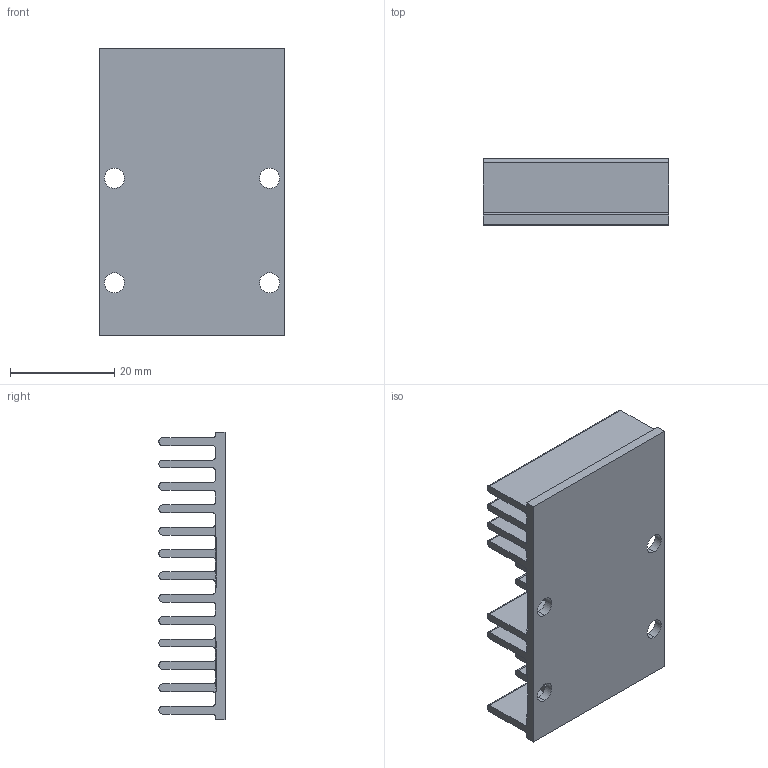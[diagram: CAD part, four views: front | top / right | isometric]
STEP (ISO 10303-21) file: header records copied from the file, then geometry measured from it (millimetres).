
FILE_DESCRIPTION (( 'STEP AP203' ), '1' );
FILE_NAME ('43809-04.STEP', '2016-05-04T14:39:46', ( 'Vicor User' ), ( 'Microsoft' ), 'SwSTEP 2.0', 'SolidWorks 2015', '' );
FILE_SCHEMA (( 'CONFIG_CONTROL_DESIGN' ));
Length unit declared in the file: millimetre
Products named in the file (2): Copy of 43812^43810; 43809-04
Assembly tree (1 placements, depth 2):
  43809-04
    Copy of 43812^43810
Bounding box: 35.56 x 12.7 x 55.25 mm (x, y, z)
Volume: 9635.3 mm3; surface area: 12299.3 mm2
Topology: 1 solids, 1 shells, 115 faces, 326 edges, 218 vertices
Faces by surface type: plane 64, cylinder 51
Entity records: 3976 total; most frequent: CARTESIAN_POINT 675, DIRECTION 664, ORIENTED_EDGE 652, EDGE_CURVE 326, AXIS2_PLACEMENT_3D 223, LINE 218, VERTEX_POINT 218, VECTOR 218
